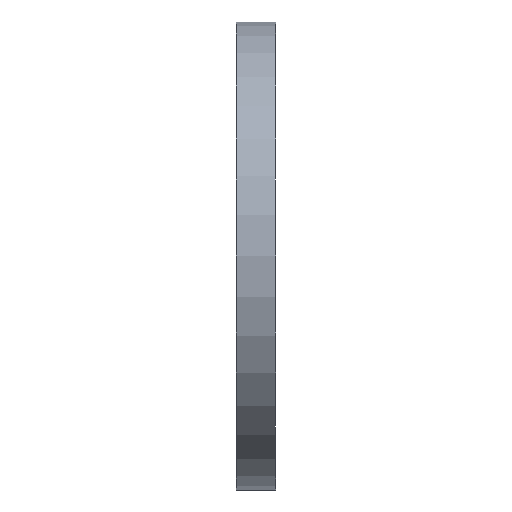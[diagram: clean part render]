
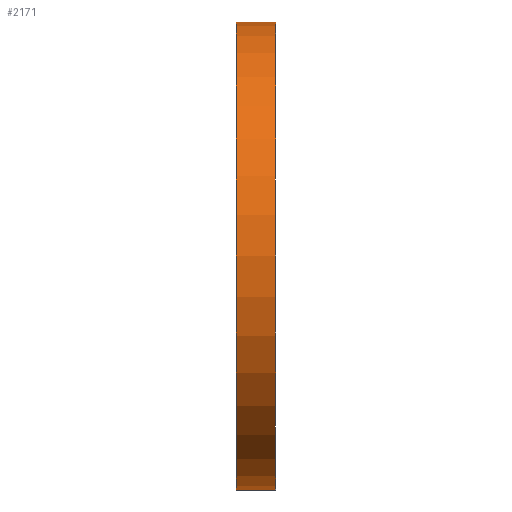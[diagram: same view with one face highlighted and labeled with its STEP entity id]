
A CAD part, left-side view. The second image highlights one B-rep face of the part: STEP entity #2171.
In plain terms, the highlighted cylindrical face has radius 60 mm (diameter 120 mm), a partial arc.
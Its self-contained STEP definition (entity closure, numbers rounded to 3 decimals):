
#443 = VERTEX_POINT ( 'NONE', #13159 ) ;
#542 = CARTESIAN_POINT ( 'NONE',  ( 0., 10., -60. ) ) ;
#617 = FACE_OUTER_BOUND ( 'NONE', #8133, .T. ) ;
#661 = VERTEX_POINT ( 'NONE', #4615 ) ;
#798 = DIRECTION ( 'NONE',  ( 0., 0., 1. ) ) ;
#1096 = DIRECTION ( 'NONE',  ( 0., 0., 1. ) ) ;
#1905 = DIRECTION ( 'NONE',  ( 0., -1., 0. ) ) ;
#2171 = ADVANCED_FACE ( 'NONE', ( #617 ), #3471, .T. ) ;
#2191 = DIRECTION ( 'NONE',  ( 0., 1., 0. ) ) ;
#2722 = AXIS2_PLACEMENT_3D ( 'NONE', #11885, #6889, #798 ) ;
#2883 = ORIENTED_EDGE ( 'NONE', *, *, #7588, .T. ) ;
#2988 = DIRECTION ( 'NONE',  ( 0., -1., 0. ) ) ;
#3471 = CYLINDRICAL_SURFACE ( 'NONE', #6452, 60. ) ;
#3965 = VECTOR ( 'NONE', #2988, 1000. ) ;
#4201 = EDGE_CURVE ( 'NONE', #6546, #443, #7914, .T. ) ;
#4615 = CARTESIAN_POINT ( 'NONE',  ( 0., 10., 60. ) ) ;
#4668 = ORIENTED_EDGE ( 'NONE', *, *, #4201, .T. ) ;
#4748 = EDGE_CURVE ( 'NONE', #7180, #661, #9222, .T. ) ;
#4827 = DIRECTION ( 'NONE',  ( 0., 0., -1. ) ) ;
#4922 = DIRECTION ( 'NONE',  ( 0., -1., 0. ) ) ;
#5052 = LINE ( 'NONE', #9033, #13151 ) ;
#5222 = EDGE_CURVE ( 'NONE', #661, #443, #6647, .T. ) ;
#6452 = AXIS2_PLACEMENT_3D ( 'NONE', #12859, #4922, #4827 ) ;
#6546 = VERTEX_POINT ( 'NONE', #9755 ) ;
#6647 = LINE ( 'NONE', #7154, #3965 ) ;
#6889 = DIRECTION ( 'NONE',  ( 0., 1., 0. ) ) ;
#7040 = ORIENTED_EDGE ( 'NONE', *, *, #4748, .F. ) ;
#7154 = CARTESIAN_POINT ( 'NONE',  ( 0., 10., 60. ) ) ;
#7180 = VERTEX_POINT ( 'NONE', #542 ) ;
#7271 = CARTESIAN_POINT ( 'NONE',  ( 0., 0., 0. ) ) ;
#7588 = EDGE_CURVE ( 'NONE', #7180, #6546, #5052, .T. ) ;
#7680 = ORIENTED_EDGE ( 'NONE', *, *, #5222, .F. ) ;
#7914 = CIRCLE ( 'NONE', #8433, 60. ) ;
#8133 = EDGE_LOOP ( 'NONE', ( #7680, #7040, #2883, #4668 ) ) ;
#8433 = AXIS2_PLACEMENT_3D ( 'NONE', #7271, #2191, #1096 ) ;
#9033 = CARTESIAN_POINT ( 'NONE',  ( 0., 10., -60. ) ) ;
#9222 = CIRCLE ( 'NONE', #2722, 60. ) ;
#9755 = CARTESIAN_POINT ( 'NONE',  ( 0., 0., -60. ) ) ;
#11885 = CARTESIAN_POINT ( 'NONE',  ( 0., 10., 0. ) ) ;
#12859 = CARTESIAN_POINT ( 'NONE',  ( 0., 10., 0. ) ) ;
#13151 = VECTOR ( 'NONE', #1905, 1000. ) ;
#13159 = CARTESIAN_POINT ( 'NONE',  ( 0., 0., 60. ) ) ;
